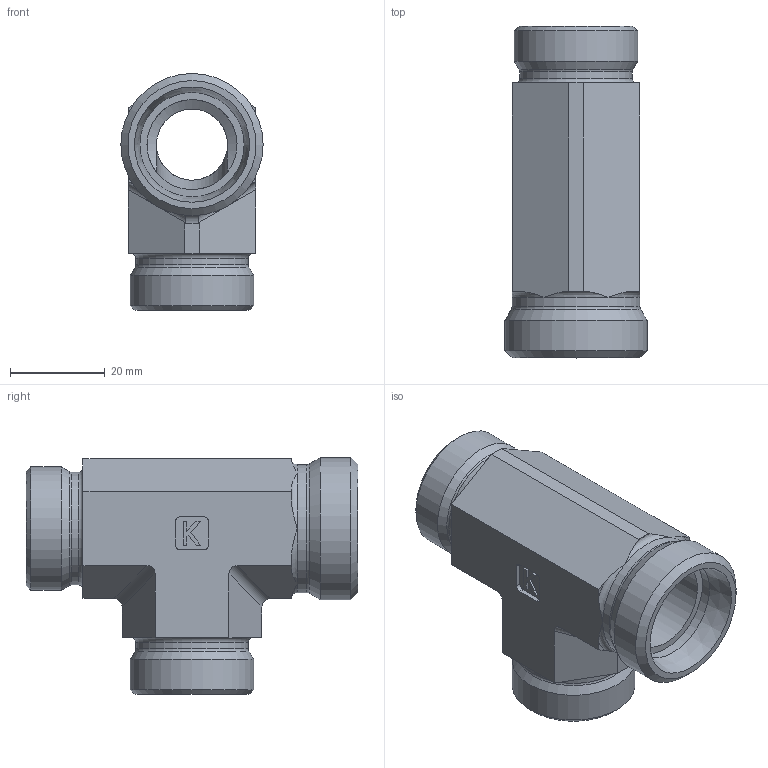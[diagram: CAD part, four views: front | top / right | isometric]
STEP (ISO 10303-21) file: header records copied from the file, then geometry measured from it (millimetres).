
FILE_DESCRIPTION((''),'2;1');
FILE_NAME('374221818.stp','2014-08-13T16:03:02',(''),('KNOMI spol. s r. o.'),'Autodesk Inventor 2012','Autodesk Inventor 2012','');
FILE_SCHEMA(('AUTOMOTIVE_DESIGN { 1 2 10303 214 0 1 1 1 }'));
Length unit declared in the file: millimetre
Products named in the file (1): TS2 22/18/18L M30x2/M26/M26
Bounding box: 30 x 70 x 50 mm (x, y, z)
Volume: 32268.5 mm3; surface area: 14097.5 mm2
Topology: 1 solids, 1 shells, 92 faces, 235 edges, 151 vertices
Faces by surface type: plane 49, cylinder 22, torus 11, cone 10
Full cylindrical faces by diameter (mm): 15 x2, 18 x2, 19 x1, 22 x1, 23.7 x2, 26 x2, 27 x1, 30 x1
Entity records: 2628 total; most frequent: CARTESIAN_POINT 504, DIRECTION 440, ORIENTED_EDGE 398, EDGE_CURVE 199, AXIS2_PLACEMENT_3D 163, VERTEX_POINT 141, EDGE_LOOP 128, VECTOR 114
